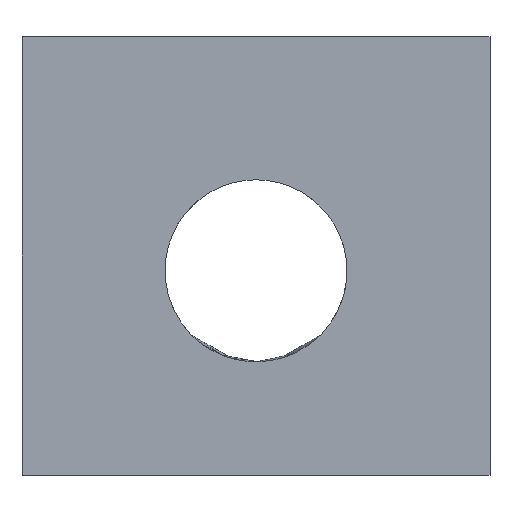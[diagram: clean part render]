
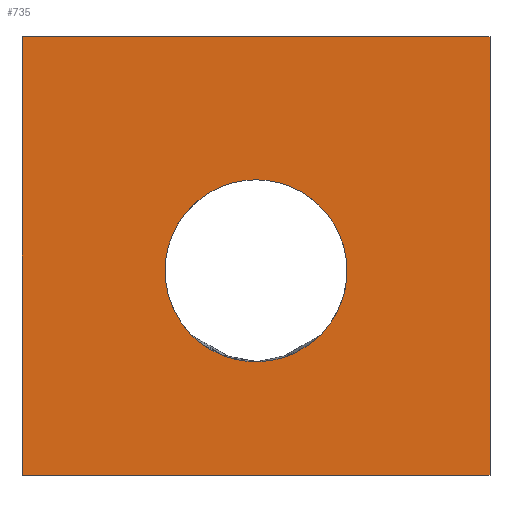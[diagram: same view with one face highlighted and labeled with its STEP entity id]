
A CAD part, front view. The second image highlights one B-rep face of the part: STEP entity #735.
In plain terms, the highlighted free-form (B-spline) face has degree [1, 1] with [2, 2] control points.
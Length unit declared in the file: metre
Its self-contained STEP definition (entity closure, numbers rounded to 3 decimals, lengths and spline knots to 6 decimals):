
#28=CARTESIAN_POINT('',(0.09,-0.04,0.081372));
#29=VERTEX_POINT('',#28);
#30=CARTESIAN_POINT('',(-0.09,-0.04,0.081372));
#31=VERTEX_POINT('',#30);
#32=CARTESIAN_POINT('',(0.09,-0.04,0.25));
#33=VERTEX_POINT('',#32);
#34=CARTESIAN_POINT('',(-0.09,-0.04,0.25));
#35=VERTEX_POINT('',#34);
#36=CARTESIAN_POINT('',(-0.024749,-0.04,0.135251));
#37=VERTEX_POINT('',#36);
#38=CARTESIAN_POINT('',(0.024749,-0.04,0.135251));
#39=VERTEX_POINT('',#38);
#235=CARTESIAN_POINT('',(0.09,-0.04,0.081372));
#236=CARTESIAN_POINT('',(-0.09,-0.04,0.081372));
#237=B_SPLINE_CURVE_WITH_KNOTS('',1,(#235,#236),.UNSPECIFIED.,.F.,.U.,(2,2),(0.,1.),.UNSPECIFIED.);
#238=EDGE_CURVE('',#29,#31,#237,.T.);
#243=CARTESIAN_POINT('',(0.09,-0.04,0.081372));
#244=CARTESIAN_POINT('',(0.09,-0.04,0.25));
#245=B_SPLINE_CURVE_WITH_KNOTS('',1,(#243,#244),.UNSPECIFIED.,.F.,.U.,(2,2),(0.,1.),.UNSPECIFIED.);
#246=EDGE_CURVE('',#29,#33,#245,.T.);
#247=CARTESIAN_POINT('',(0.09,-0.04,0.25));
#248=CARTESIAN_POINT('',(-0.09,-0.04,0.25));
#249=B_SPLINE_CURVE_WITH_KNOTS('',1,(#247,#248),.UNSPECIFIED.,.F.,.U.,(2,2),(0.,1.),.UNSPECIFIED.);
#250=EDGE_CURVE('',#33,#35,#249,.T.);
#251=CARTESIAN_POINT('',(-0.09,-0.04,0.25));
#252=CARTESIAN_POINT('',(-0.09,-0.04,0.081372));
#253=B_SPLINE_CURVE_WITH_KNOTS('',1,(#251,#252),.UNSPECIFIED.,.F.,.U.,(2,2),(0.,1.),.UNSPECIFIED.);
#254=EDGE_CURVE('',#35,#31,#253,.T.);
#255=CARTESIAN_POINT('',(0.024749,-0.04,0.135251));
#256=CARTESIAN_POINT('',(0.019826,-0.04,0.130328));
#257=CARTESIAN_POINT('',(0.013394,-0.04,0.127664));
#258=CARTESIAN_POINT('',(0.006962,-0.04,0.125));
#259=CARTESIAN_POINT('',(0.,-0.04,0.125));
#260=CARTESIAN_POINT('',(-0.006962,-0.04,0.125));
#261=CARTESIAN_POINT('',(-0.013394,-0.04,0.127664));
#262=CARTESIAN_POINT('',(-0.019826,-0.04,0.130328));
#263=CARTESIAN_POINT('',(-0.024749,-0.04,0.135251));
#264=(
B_SPLINE_CURVE(2,(#255,#256,#257,#258,#259,#260,#261,#262,#263),.UNSPECIFIED.,.F.,.F.)
B_SPLINE_CURVE_WITH_KNOTS((3,2,2,2,3),(0.,0.249999,0.5,0.750001,1.),.UNSPECIFIED.)
BOUNDED_CURVE()
CURVE()
GEOMETRIC_REPRESENTATION_ITEM()
RATIONAL_B_SPLINE_CURVE((1.,0.981,1.,0.981,1.,0.981,1.,0.981,1.))
REPRESENTATION_ITEM('')
);
#265=EDGE_CURVE('',#39,#37,#264,.T.);
#266=CARTESIAN_POINT('',(-0.024749,-0.04,0.135251));
#267=CARTESIAN_POINT('',(-0.028007,-0.04,0.138509));
#268=CARTESIAN_POINT('',(-0.030311,-0.04,0.1425));
#269=CARTESIAN_POINT('',(-0.031458,-0.04,0.144487));
#270=CARTESIAN_POINT('',(-0.032336,-0.04,0.146606));
#271=CARTESIAN_POINT('',(-0.035,-0.04,0.153038));
#272=CARTESIAN_POINT('',(-0.035,-0.04,0.16));
#273=CARTESIAN_POINT('',(-0.035,-0.04,0.166962));
#274=CARTESIAN_POINT('',(-0.032336,-0.04,0.173394));
#275=CARTESIAN_POINT('',(-0.029672,-0.04,0.179826));
#276=CARTESIAN_POINT('',(-0.024749,-0.04,0.184749));
#277=CARTESIAN_POINT('',(-0.019826,-0.04,0.189672));
#278=CARTESIAN_POINT('',(-0.013394,-0.04,0.192336));
#279=CARTESIAN_POINT('',(-0.006962,-0.04,0.195));
#280=CARTESIAN_POINT('',(0.,-0.04,0.195));
#281=CARTESIAN_POINT('',(0.006962,-0.04,0.195));
#282=CARTESIAN_POINT('',(0.013394,-0.04,0.192336));
#283=CARTESIAN_POINT('',(0.019826,-0.04,0.189672));
#284=CARTESIAN_POINT('',(0.024749,-0.04,0.184749));
#285=CARTESIAN_POINT('',(0.029672,-0.04,0.179826));
#286=CARTESIAN_POINT('',(0.032336,-0.04,0.173394));
#287=CARTESIAN_POINT('',(0.035,-0.04,0.166962));
#288=CARTESIAN_POINT('',(0.035,-0.04,0.16));
#289=CARTESIAN_POINT('',(0.035,-0.04,0.153038));
#290=CARTESIAN_POINT('',(0.032336,-0.04,0.146606));
#291=CARTESIAN_POINT('',(0.031458,-0.04,0.144487));
#292=CARTESIAN_POINT('',(0.030311,-0.04,0.1425));
#293=CARTESIAN_POINT('',(0.028007,-0.04,0.138509));
#294=CARTESIAN_POINT('',(0.024749,-0.04,0.135251));
#295=(
B_SPLINE_CURVE(2,(#266,#267,#268,#269,#270,#271,#272,#273,#274,#275,#276,#277,#278,#279,#280,#281,#282,#283,#284,#285,#286,#287,#288,#289,#290,#291,#292,#293,#294),.UNSPECIFIED.,.F.,.F.)
B_SPLINE_CURVE_WITH_KNOTS((3,2,2,2,2,2,2,2,2,2,2,2,2,2,3),(0.,0.054501,0.083333,0.166667,0.25,0.333333,0.416667,0.5,0.583333,0.666667,0.75,0.833333,0.916667,0.945499,1.),.UNSPECIFIED.)
BOUNDED_CURVE()
CURVE()
GEOMETRIC_REPRESENTATION_ITEM()
RATIONAL_B_SPLINE_CURVE((1.,0.991,1.,0.998,1.,0.981,1.,0.981,1.,0.981,1.,0.981,1.,0.981,1.,0.981,1.,0.981,1.,0.981,1.,0.981,1.,0.981,1.,0.998,1.,0.991,1.))
REPRESENTATION_ITEM('')
);
#296=EDGE_CURVE('',#37,#39,#295,.T.);
#720=CARTESIAN_POINT('',(0.103016,-0.04,0.05865));
#721=CARTESIAN_POINT('',(-0.099191,-0.04,0.05865));
#722=CARTESIAN_POINT('',(0.103016,-0.04,0.259112));
#723=CARTESIAN_POINT('',(-0.099191,-0.04,0.259112));
#724=B_SPLINE_SURFACE_WITH_KNOTS('',1,1,((#720,#721),(#722,#723)),.UNSPECIFIED.,.F.,.F.,.U.,(2,2),(2,2),(0.,1.),(0.,1.),.UNSPECIFIED.);
#725=ORIENTED_EDGE('',*,*,#246,.T.);
#726=ORIENTED_EDGE('',*,*,#250,.T.);
#727=ORIENTED_EDGE('',*,*,#254,.T.);
#728=ORIENTED_EDGE('',*,*,#238,.F.);
#729=EDGE_LOOP('',(#725,#726,#727,#728));
#730=FACE_OUTER_BOUND('',#729,.T.);
#731=ORIENTED_EDGE('',*,*,#265,.T.);
#732=ORIENTED_EDGE('',*,*,#296,.T.);
#733=EDGE_LOOP('',(#731,#732));
#734=FACE_BOUND('',#733,.T.);
#735=ADVANCED_FACE('',(#730,#734),#724,.T.);
